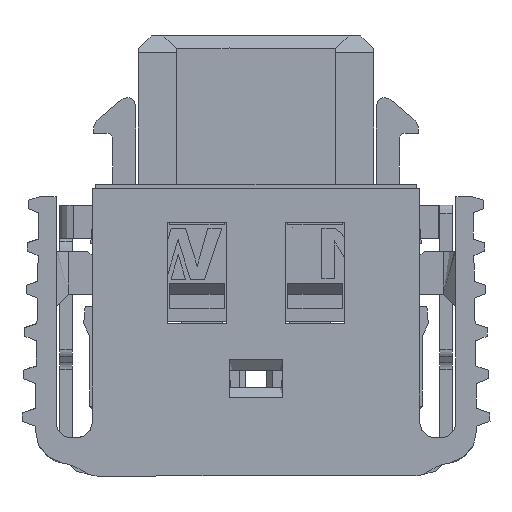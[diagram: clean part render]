
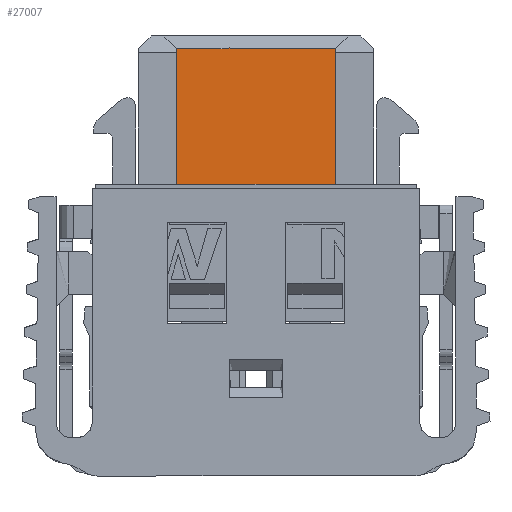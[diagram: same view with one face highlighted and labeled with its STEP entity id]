
A CAD part, front view. The second image highlights one B-rep face of the part: STEP entity #27007.
In plain terms, the highlighted planar face has unit normal (0, -1, 0).
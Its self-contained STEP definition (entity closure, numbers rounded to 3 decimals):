
#19490=CARTESIAN_POINT('',(1.245,-0.97,1.025));
#19491=VERTEX_POINT('',#19490);
#19500=CARTESIAN_POINT('',(-2.515,-0.97,1.025));
#19501=VERTEX_POINT('',#19500);
#19502=CARTESIAN_POINT('',(1.245,-0.97,1.025));
#19503=DIRECTION('',(-1.,0.,0.));
#19504=VECTOR('',#19503,3.76);
#19505=LINE('',#19502,#19504);
#19506=EDGE_CURVE('',#19491,#19501,#19505,.T.);
#26936=CARTESIAN_POINT('',(1.245,-0.97,4.225));
#26937=VERTEX_POINT('',#26936);
#26944=CARTESIAN_POINT('',(1.245,-0.97,4.225));
#26945=DIRECTION('',(0.,0.,-1.));
#26946=VECTOR('',#26945,3.2);
#26947=LINE('',#26944,#26946);
#26948=EDGE_CURVE('',#26937,#19491,#26947,.T.);
#26960=CARTESIAN_POINT('',(-0.685,-0.97,2.575));
#26961=DIRECTION('',(1.,0.,0.));
#26962=DIRECTION('',(0.,-1.,0.));
#26963=AXIS2_PLACEMENT_3D('',#26960,#26962,#26961);
#26964=PLANE('',#26963);
#26965=ORIENTED_EDGE('',*,*,#26948,.F.);
#26966=CARTESIAN_POINT('',(-1.245,-0.97,4.225));
#26967=VERTEX_POINT('',#26966);
#26968=CARTESIAN_POINT('',(-1.245,-0.97,4.225));
#26969=DIRECTION('',(1.,0.,0.));
#26970=VECTOR('',#26969,2.49);
#26971=LINE('',#26968,#26970);
#26972=EDGE_CURVE('',#26967,#26937,#26971,.T.);
#26973=ORIENTED_EDGE('',*,*,#26972,.F.);
#26974=CARTESIAN_POINT('',(-1.27,-0.97,4.25));
#26975=VERTEX_POINT('',#26974);
#26976=CARTESIAN_POINT('',(-1.27,-0.97,4.25));
#26977=DIRECTION('',(0.707,0.,-0.707));
#26978=VECTOR('',#26977,0.035);
#26979=LINE('',#26976,#26978);
#26980=EDGE_CURVE('',#26975,#26967,#26979,.T.);
#26981=ORIENTED_EDGE('',*,*,#26980,.F.);
#26982=CARTESIAN_POINT('',(-1.295,-0.97,4.225));
#26983=VERTEX_POINT('',#26982);
#26984=CARTESIAN_POINT('',(-1.295,-0.97,4.225));
#26985=DIRECTION('',(0.707,0.,0.707));
#26986=VECTOR('',#26985,0.035);
#26987=LINE('',#26984,#26986);
#26988=EDGE_CURVE('',#26983,#26975,#26987,.T.);
#26989=ORIENTED_EDGE('',*,*,#26988,.F.);
#26990=CARTESIAN_POINT('',(-2.515,-0.97,4.225));
#26991=VERTEX_POINT('',#26990);
#26992=CARTESIAN_POINT('',(-2.515,-0.97,4.225));
#26993=DIRECTION('',(1.,0.,0.));
#26994=VECTOR('',#26993,1.22);
#26995=LINE('',#26992,#26994);
#26996=EDGE_CURVE('',#26991,#26983,#26995,.T.);
#26997=ORIENTED_EDGE('',*,*,#26996,.F.);
#26998=CARTESIAN_POINT('',(-2.515,-0.97,4.225));
#26999=DIRECTION('',(0.,0.,-1.));
#27000=VECTOR('',#26999,3.2);
#27001=LINE('',#26998,#27000);
#27002=EDGE_CURVE('',#26991,#19501,#27001,.T.);
#27003=ORIENTED_EDGE('',*,*,#27002,.T.);
#27004=ORIENTED_EDGE('',*,*,#19506,.F.);
#27005=EDGE_LOOP('',(#26965,#26973,#26981,#26989,#26997,#27003,#27004));
#27006=FACE_OUTER_BOUND('',#27005,.T.);
#27007=ADVANCED_FACE('',(#27006),#26964,.T.);
